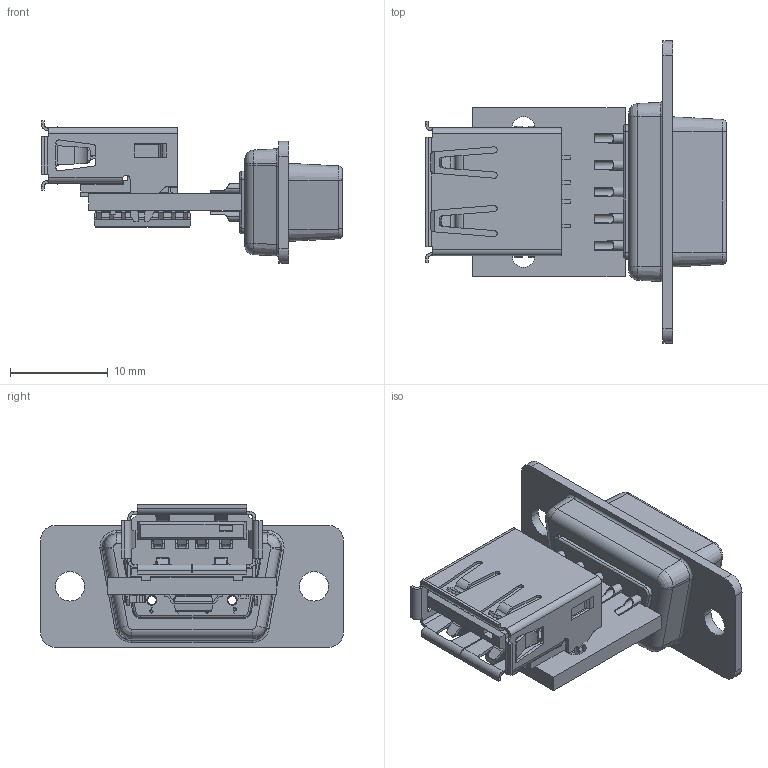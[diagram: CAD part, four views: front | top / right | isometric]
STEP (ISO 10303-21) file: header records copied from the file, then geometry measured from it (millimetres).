
FILE_DESCRIPTION(('Open CASCADE Model'),'2;1');
FILE_NAME('Open CASCADE Shape Model','2025-04-24T12:06:44',('Author'),( 'Open CASCADE'),'Open CASCADE STEP processor 7.5','Open CASCADE 7.5' ,'Unknown');
FILE_SCHEMA(('AUTOMOTIVE_DESIGN { 1 0 10303 214 1 1 1 1 }'));
Length unit declared in the file: millimetre
Products named in the file (14): Open CASCADE STEP translator 7.5 43; Open CASCADE STEP translator 7.5 44; Open CASCADE STEP translator 7.5 45; Open CASCADE STEP translator 7.5 46; Open CASCADE STEP translator 7.5 47; Open CASCADE STEP translator 7.5 48; Open CASCADE STEP translator 7.5 49; Open CASCADE STEP translator 7.5 50; Open CASCADE STEP translator 7.5 51; Open CASCADE STEP translator 7.5 52; Open CASCADE STEP translator 7.5 53; Open CASCADE STEP translator 7.5 54; Open CASCADE STEP translator 7.5 55; Open CASCADE STEP translator 7.5 56
Bounding box: 30.89 x 31 x 14.63 mm (x, y, z)
Volume: 2573.6 mm3; surface area: 5214.5 mm2
Topology: 30 solids, 34 shells, 1703 faces, 4449 edges, 2797 vertices
Faces by surface type: plane 1010, cylinder 416, bspline 210, torus 25, sphere 16, cone 12, extrusion 8, revolution 6
Full cylindrical faces by diameter (mm): 0.487 x1, 2.3 x2
Entity records: 61570 total; most frequent: CARTESIAN_POINT 20672, ORIENTED_EDGE 8866, DIRECTION 7580, EDGE_CURVE 4433, VECTOR 3188, LINE 3180, VERTEX_POINT 2797, AXIS2_PLACEMENT_3D 2193
